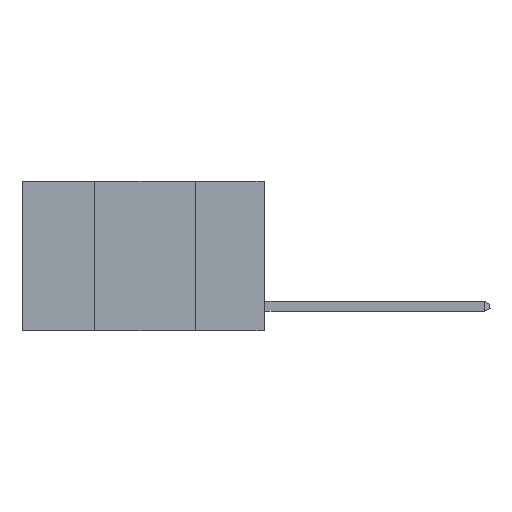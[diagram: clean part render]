
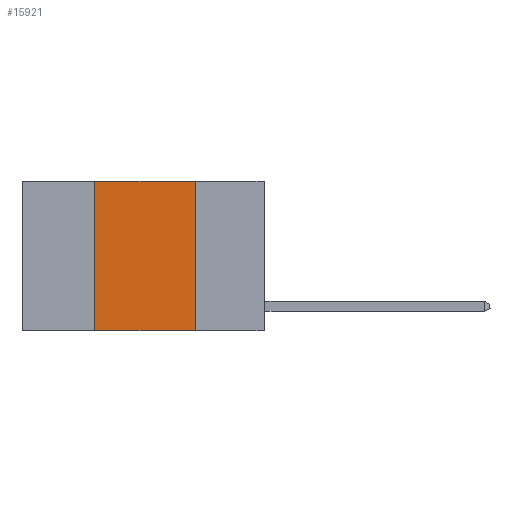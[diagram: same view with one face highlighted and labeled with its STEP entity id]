
A CAD part, left-side view. The second image highlights one B-rep face of the part: STEP entity #15921.
In plain terms, the highlighted planar face has unit normal (-1, 0, 0).
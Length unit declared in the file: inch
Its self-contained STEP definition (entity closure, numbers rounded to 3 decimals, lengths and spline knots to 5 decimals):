
#23 = FACE_OUTER_BOUND ( 'NONE', #4020, .T. ) ;
#640 = CARTESIAN_POINT ( 'NONE',  ( 0., 0.17, 0. ) ) ;
#1173 = VECTOR ( 'NONE', #5569, 39.37008 ) ;
#1759 = CARTESIAN_POINT ( 'NONE',  ( 0., 0.6, 0. ) ) ;
#1965 = CARTESIAN_POINT ( 'NONE',  ( 0., 0.42, 0. ) ) ;
#2497 = LINE ( 'NONE', #640, #16459 ) ;
#3140 = ORIENTED_EDGE ( 'NONE', *, *, #19154, .T. ) ;
#3214 = LINE ( 'NONE', #1759, #19275 ) ;
#3717 = CARTESIAN_POINT ( 'NONE',  ( 0., 0.6, -0.37 ) ) ;
#4020 = EDGE_LOOP ( 'NONE', ( #4815, #5208, #20092, #3140 ) ) ;
#4405 = EDGE_CURVE ( 'NONE', #6422, #6848, #2497, .T. ) ;
#4815 = ORIENTED_EDGE ( 'NONE', *, *, #4405, .F. ) ;
#4882 = CARTESIAN_POINT ( 'NONE',  ( 0., 0.17, -0.37 ) ) ;
#5208 = ORIENTED_EDGE ( 'NONE', *, *, #12276, .F. ) ;
#5388 = AXIS2_PLACEMENT_3D ( 'NONE', #6605, #18848, #15864 ) ;
#5569 = DIRECTION ( 'NONE',  ( 0., -1., 0. ) ) ;
#6422 = VERTEX_POINT ( 'NONE', #8395 ) ;
#6605 = CARTESIAN_POINT ( 'NONE',  ( 0., 0.6, 0. ) ) ;
#6848 = VERTEX_POINT ( 'NONE', #4882 ) ;
#6928 = DIRECTION ( 'NONE',  ( 0., 0., -1. ) ) ;
#8395 = CARTESIAN_POINT ( 'NONE',  ( 0., 0.17, 0. ) ) ;
#8784 = CARTESIAN_POINT ( 'NONE',  ( 0., 0.42, 0. ) ) ;
#9750 = VECTOR ( 'NONE', #19875, 39.37008 ) ;
#12054 = EDGE_CURVE ( 'NONE', #16830, #15948, #13502, .T. ) ;
#12276 = EDGE_CURVE ( 'NONE', #15948, #6422, #3214, .T. ) ;
#12586 = DIRECTION ( 'NONE',  ( 0., -1., 0. ) ) ;
#13192 = LINE ( 'NONE', #3717, #1173 ) ;
#13502 = LINE ( 'NONE', #8784, #9750 ) ;
#15864 = DIRECTION ( 'NONE',  ( 0., 0., -1. ) ) ;
#15921 = ADVANCED_FACE ( 'NONE', ( #23 ), #20291, .F. ) ;
#15948 = VERTEX_POINT ( 'NONE', #1965 ) ;
#16459 = VECTOR ( 'NONE', #6928, 39.37008 ) ;
#16830 = VERTEX_POINT ( 'NONE', #19310 ) ;
#18848 = DIRECTION ( 'NONE',  ( 1., 0., 0. ) ) ;
#19154 = EDGE_CURVE ( 'NONE', #16830, #6848, #13192, .T. ) ;
#19275 = VECTOR ( 'NONE', #12586, 39.37008 ) ;
#19310 = CARTESIAN_POINT ( 'NONE',  ( 0., 0.42, -0.37 ) ) ;
#19875 = DIRECTION ( 'NONE',  ( 0., 0., 1. ) ) ;
#20092 = ORIENTED_EDGE ( 'NONE', *, *, #12054, .F. ) ;
#20291 = PLANE ( 'NONE',  #5388 ) ;
